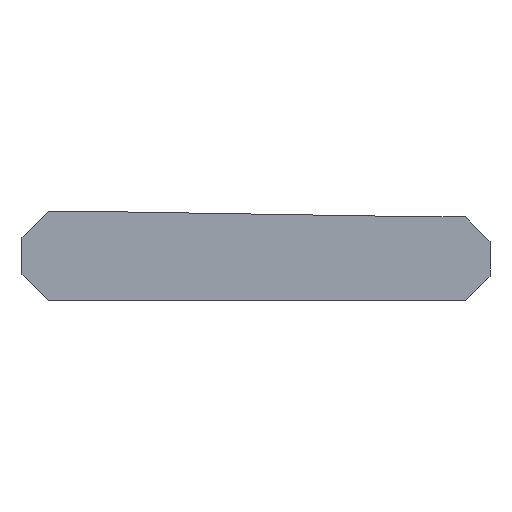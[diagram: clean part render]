
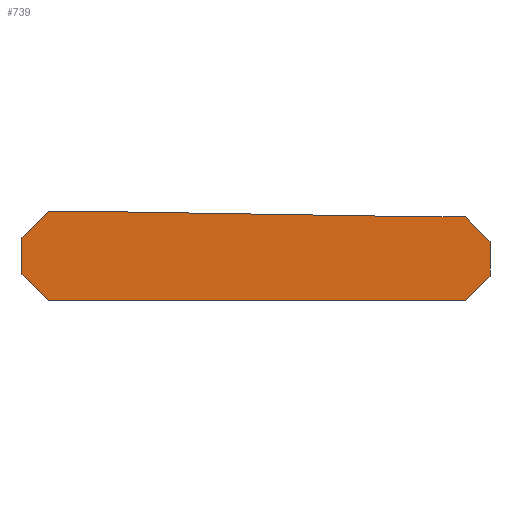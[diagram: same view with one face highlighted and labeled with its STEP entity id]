
A CAD part, front view. The second image highlights one B-rep face of the part: STEP entity #739.
In plain terms, the highlighted planar face has unit normal (0, -1, 0).
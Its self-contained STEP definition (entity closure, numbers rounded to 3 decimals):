
#41=FACE_OUTER_BOUND('',#83,.T.);
#83=EDGE_LOOP('',(#590,#591,#592,#593,#594,#595,#596,#597,#598,#599));
#127=LINE('',#1058,#229);
#137=LINE('',#1077,#239);
#139=LINE('',#1081,#241);
#164=LINE('',#1132,#266);
#167=LINE('',#1137,#269);
#168=LINE('',#1139,#270);
#175=LINE('',#1155,#277);
#176=LINE('',#1157,#278);
#177=LINE('',#1159,#279);
#178=LINE('',#1160,#280);
#229=VECTOR('',#861,10.);
#239=VECTOR('',#873,10.);
#241=VECTOR('',#877,10.);
#266=VECTOR('',#922,10.);
#269=VECTOR('',#927,10.);
#270=VECTOR('',#930,10.);
#277=VECTOR('',#943,10.);
#278=VECTOR('',#944,10.);
#279=VECTOR('',#945,10.);
#280=VECTOR('',#946,10.);
#321=VERTEX_POINT('',#1055);
#322=VERTEX_POINT('',#1057);
#330=VERTEX_POINT('',#1075);
#331=VERTEX_POINT('',#1079);
#346=VERTEX_POINT('',#1129);
#347=VERTEX_POINT('',#1131);
#348=VERTEX_POINT('',#1135);
#354=VERTEX_POINT('',#1154);
#355=VERTEX_POINT('',#1156);
#356=VERTEX_POINT('',#1158);
#393=EDGE_CURVE('',#322,#321,#127,.T.);
#403=EDGE_CURVE('',#321,#330,#137,.T.);
#405=EDGE_CURVE('',#330,#331,#139,.T.);
#430=EDGE_CURVE('',#347,#346,#164,.T.);
#433=EDGE_CURVE('',#346,#348,#167,.T.);
#434=EDGE_CURVE('',#348,#322,#168,.T.);
#441=EDGE_CURVE('',#331,#354,#175,.T.);
#442=EDGE_CURVE('',#354,#355,#176,.T.);
#443=EDGE_CURVE('',#355,#356,#177,.T.);
#444=EDGE_CURVE('',#356,#347,#178,.T.);
#590=ORIENTED_EDGE('',*,*,#393,.T.);
#591=ORIENTED_EDGE('',*,*,#403,.T.);
#592=ORIENTED_EDGE('',*,*,#405,.T.);
#593=ORIENTED_EDGE('',*,*,#441,.T.);
#594=ORIENTED_EDGE('',*,*,#442,.T.);
#595=ORIENTED_EDGE('',*,*,#443,.T.);
#596=ORIENTED_EDGE('',*,*,#444,.T.);
#597=ORIENTED_EDGE('',*,*,#430,.T.);
#598=ORIENTED_EDGE('',*,*,#433,.T.);
#599=ORIENTED_EDGE('',*,*,#434,.T.);
#697=PLANE('',#795);
#739=ADVANCED_FACE('',(#41),#697,.T.);
#795=AXIS2_PLACEMENT_3D('',#1153,#941,#942);
#861=DIRECTION('',(1.,0.,0.));
#873=DIRECTION('',(0.707,0.,0.707));
#877=DIRECTION('',(0.,0.,1.));
#922=DIRECTION('',(-0.707,0.,-0.707));
#927=DIRECTION('',(0.,0.,-1.));
#930=DIRECTION('',(0.707,0.,-0.707));
#941=DIRECTION('center_axis',(0.,-1.,0.));
#942=DIRECTION('ref_axis',(0.,0.,-1.));
#943=DIRECTION('',(-0.707,0.,0.707));
#944=DIRECTION('',(-1.,0.,0.));
#945=DIRECTION('',(-1.,0.,0.016));
#946=DIRECTION('',(-1.,0.,0.));
#1055=CARTESIAN_POINT('',(13.193,-4.67,0.));
#1057=CARTESIAN_POINT('',(-0.612,-4.67,0.));
#1058=CARTESIAN_POINT('',(0.612,-4.67,0.));
#1075=CARTESIAN_POINT('',(14.005,-4.67,0.812));
#1077=CARTESIAN_POINT('',(13.193,-4.67,0.));
#1079=CARTESIAN_POINT('',(14.005,-4.67,1.96));
#1081=CARTESIAN_POINT('',(14.005,-4.67,0.812));
#1129=CARTESIAN_POINT('',(-1.478,-4.67,2.091));
#1131=CARTESIAN_POINT('',(-0.612,-4.67,2.956));
#1132=CARTESIAN_POINT('',(-0.612,-4.67,2.956));
#1135=CARTESIAN_POINT('',(-1.478,-4.67,0.866));
#1137=CARTESIAN_POINT('',(-1.478,-4.67,2.091));
#1139=CARTESIAN_POINT('',(-1.478,-4.67,0.866));
#1153=CARTESIAN_POINT('Origin',(6.264,-4.67,1.478));
#1154=CARTESIAN_POINT('',(13.193,-4.67,2.772));
#1155=CARTESIAN_POINT('',(14.005,-4.67,1.96));
#1156=CARTESIAN_POINT('',(12.045,-4.67,2.772));
#1157=CARTESIAN_POINT('',(13.193,-4.67,2.772));
#1158=CARTESIAN_POINT('',(0.612,-4.67,2.956));
#1159=CARTESIAN_POINT('',(12.045,-4.67,2.772));
#1160=CARTESIAN_POINT('',(0.612,-4.67,2.956));
